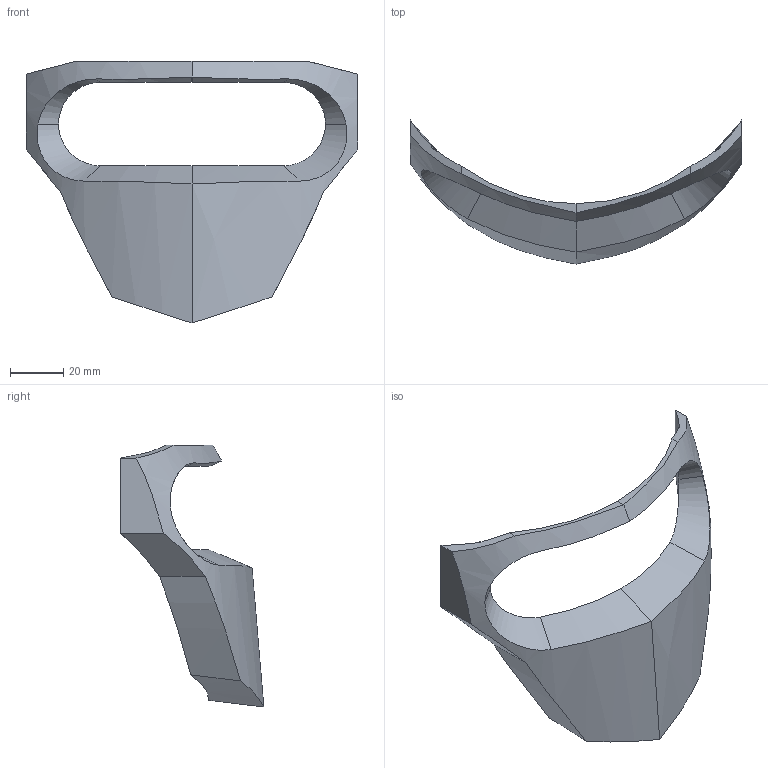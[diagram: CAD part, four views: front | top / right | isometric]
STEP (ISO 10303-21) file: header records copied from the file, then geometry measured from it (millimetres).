
FILE_DESCRIPTION(/* description */ (''),/* implementation_level */ '2;1');
FILE_NAME(/* name */ 'Face',/* time_stamp */ '2018-09-01T17:13:51+02:00',/* author */ (''),/* organization */ (''),/* preprocessor_version */ 'ST-DEVELOPER v16.5',/* originating_system */ '',/* authorisation */ '');
FILE_SCHEMA (('AUTOMOTIVE_DESIGN'));
Length unit declared in the file: millimetre
Products named in the file (1): Document
Bounding box: 124.82 x 54.05 x 98.61 mm (x, y, z)
Volume: 82408.2 mm3; surface area: 20081.6 mm2
Topology: 1 solids, 1 shells, 29 faces, 78 edges, 48 vertices
Faces by surface type: bspline 29
Entity records: 3359 total; most frequent: CARTESIAN_POINT 2362, B_SPLINE_CURVE_WITH_KNOTS 200, ORIENTED_EDGE 154, PCURVE 154, DEFINITIONAL_REPRESENTATION 154, SURFACE_CURVE 77, EDGE_CURVE 77, VERTEX_POINT 48
